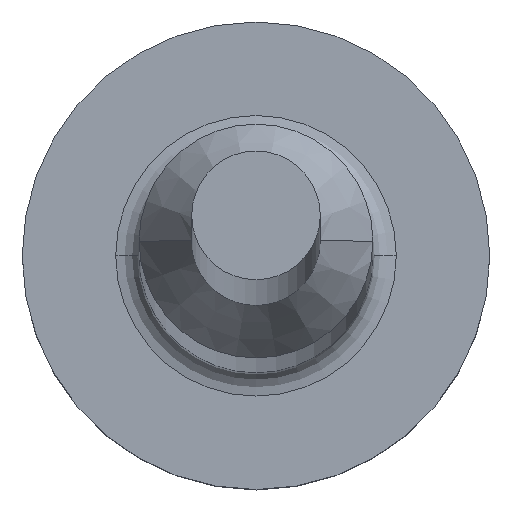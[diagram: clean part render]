
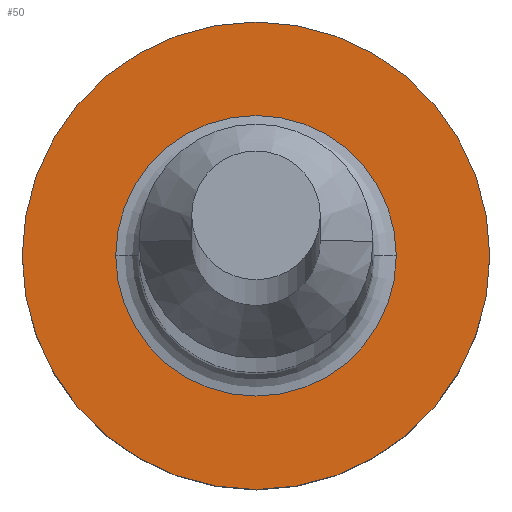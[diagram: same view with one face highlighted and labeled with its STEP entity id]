
A CAD part, top view. The second image highlights one B-rep face of the part: STEP entity #50.
In plain terms, the highlighted planar face has unit normal (0, 0, 1).
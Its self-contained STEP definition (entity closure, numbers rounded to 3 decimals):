
#50=ADVANCED_FACE('',(#100,#101),#102,.T.);
#100=FACE_OUTER_BOUND('',#148,.T.);
#101=FACE_BOUND('',#149,.T.);
#102=PLANE('',#150);
#148=EDGE_LOOP('',(#220,#221));
#149=EDGE_LOOP('',(#222,#223));
#150=AXIS2_PLACEMENT_3D('',#224,#225,#226);
#220=ORIENTED_EDGE('',*,*,#276,.T.);
#221=ORIENTED_EDGE('',*,*,#298,.T.);
#222=ORIENTED_EDGE('',*,*,#296,.F.);
#223=ORIENTED_EDGE('',*,*,#292,.F.);
#224=CARTESIAN_POINT('',(0.0,0.0,2.0));
#225=DIRECTION('',(0.0,0.0,1.0));
#226=DIRECTION('',(1.0,0.0,0.0));
#276=EDGE_CURVE('',#312,#316,#318,.T.);
#292=EDGE_CURVE('',#341,#343,#344,.T.);
#296=EDGE_CURVE('',#343,#341,#348,.T.);
#298=EDGE_CURVE('',#316,#312,#350,.T.);
#312=VERTEX_POINT('',#364);
#316=VERTEX_POINT('',#369);
#318=CIRCLE('',#372,2.0);
#341=VERTEX_POINT('',#401);
#343=VERTEX_POINT('',#403);
#344=CIRCLE('',#404,1.2);
#348=CIRCLE('',#408,1.2);
#350=CIRCLE('',#410,2.0);
#364=CARTESIAN_POINT('',(2.0,0.0,2.0));
#369=CARTESIAN_POINT('',(-2.0,0.,2.0));
#372=AXIS2_PLACEMENT_3D('',#427,#428,#429);
#401=CARTESIAN_POINT('',(-1.2,0.,2.0));
#403=CARTESIAN_POINT('',(1.2,0.0,2.0));
#404=AXIS2_PLACEMENT_3D('',#451,#452,#453);
#408=AXIS2_PLACEMENT_3D('',#460,#461,#462);
#410=AXIS2_PLACEMENT_3D('',#463,#464,#465);
#427=CARTESIAN_POINT('',(0.0,0.0,2.0));
#428=DIRECTION('',(0.0,0.0,1.0));
#429=DIRECTION('',(1.0,0.0,0.0));
#451=CARTESIAN_POINT('',(0.0,0.0,2.0));
#452=DIRECTION('',(0.0,0.0,1.0));
#453=DIRECTION('',(1.0,0.0,0.0));
#460=CARTESIAN_POINT('',(0.0,0.0,2.0));
#461=DIRECTION('',(0.0,0.0,1.0));
#462=DIRECTION('',(1.0,0.0,0.0));
#463=CARTESIAN_POINT('',(0.0,0.0,2.0));
#464=DIRECTION('',(0.0,0.0,1.0));
#465=DIRECTION('',(1.0,0.0,0.0));
